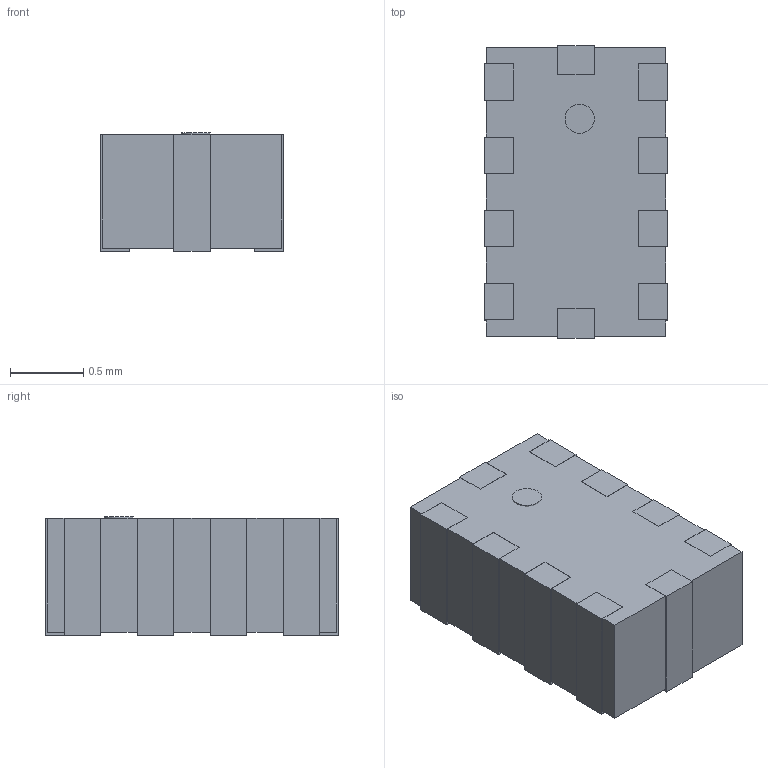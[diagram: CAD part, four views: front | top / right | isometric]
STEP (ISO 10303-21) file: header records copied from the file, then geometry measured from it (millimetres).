
FILE_DESCRIPTION(/* description */ ('model of Balun_Johanson_0900FM15K0039'),/* implementation_level */ '2;1');
FILE_NAME(/* name */ 'Balun_Johanson_0900FM15K0039.step',/* time_stamp */ '2024-01-22T00:17:53',/* author */ ('KiCAD','kicad'),/* organization */ ('OCCT'),/* preprocessor_version */ '',/* originating_system */ 'KiCAD',/* authorisation */ '');
FILE_SCHEMA(('AUTOMOTIVE_DESIGN { 1 0 10303 214 1 1 1 1 }'));
Length unit declared in the file: millimetre
Products named in the file (7): 4d195fec-b8b3-11ee-a4d2-001e64e93a09; 4d195fed-b8b3-11ee-a4d2-001e64e93a09; 4d195fed-b8b3-11ee-a4d2-001e64e93a09_part; 4d195fee-b8b3-11ee-a4d2-001e64e93a09; 4d195fee-b8b3-11ee-a4d2-001e64e93a09_part; 4d195fef-b8b3-11ee-a4d2-001e64e93a09; 4d195fef-b8b3-11ee-a4d2-001e64e93a09_part
Assembly tree (6 placements, depth 3):
  4d195fec-b8b3-11ee-a4d2-001e64e93a09
    4d195fed-b8b3-11ee-a4d2-001e64e93a09
      4d195fed-b8b3-11ee-a4d2-001e64e93a09_part
    4d195fee-b8b3-11ee-a4d2-001e64e93a09
      4d195fee-b8b3-11ee-a4d2-001e64e93a09_part
    4d195fef-b8b3-11ee-a4d2-001e64e93a09
      4d195fef-b8b3-11ee-a4d2-001e64e93a09_part
Bounding box: 1.25 x 2 x 0.81 mm (x, y, z)
Volume: 1.9 mm3; surface area: 20.2 mm2
Topology: 12 solids, 12 shells, 109 faces, 255 edges, 170 vertices
Faces by surface type: plane 108, cylinder 1
Full cylindrical faces by diameter (mm): 0.2 x1
Entity records: 3237 total; most frequent: CARTESIAN_POINT 541, ORIENTED_EDGE 510, DIRECTION 489, EDGE_CURVE 255, LINE 253, VECTOR 253, VERTEX_POINT 170, AXIS2_PLACEMENT_3D 118
